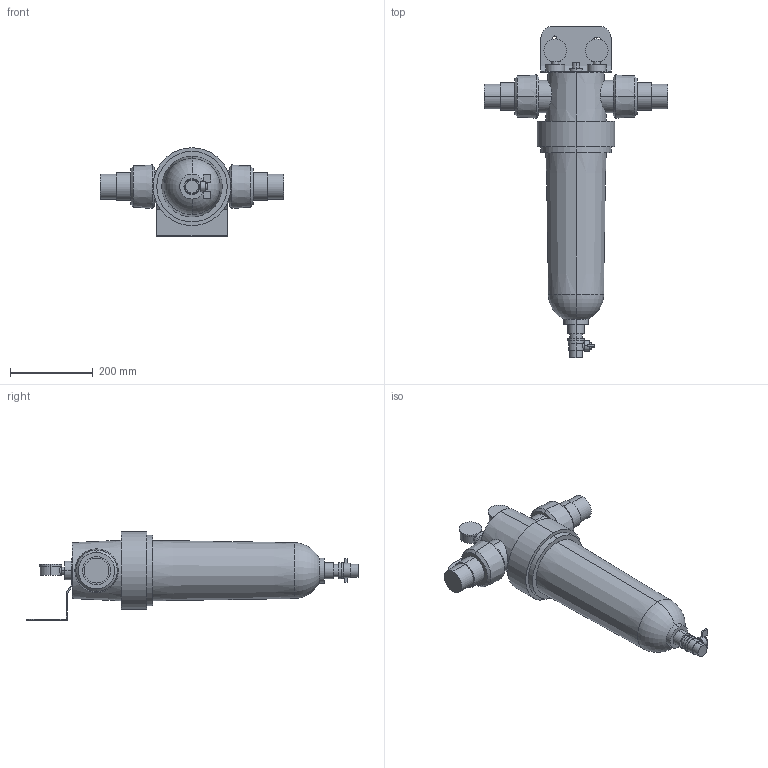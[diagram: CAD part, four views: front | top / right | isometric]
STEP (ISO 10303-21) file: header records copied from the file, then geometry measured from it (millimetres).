
FILE_DESCRIPTION (( 'STEP AP214' ), '1' );
FILE_NAME ('Cintropur NW500 Web Light.STEP', '2018-02-22T15:06:45', ( '' ), ( '' ), 'SwSTEP 2.0', 'SolidWorks 2018', '' );
FILE_SCHEMA (( 'AUTOMOTIVE_DESIGN' ));
Length unit declared in the file: millimetre
Products named in the file (1): Cintropur NW500 Web Light
Bounding box: 443 x 802 x 214 mm (x, y, z)
Volume: 11837499.5 mm3; surface area: 507804.5 mm2
Topology: 1 solids, 1 shells, 167 faces, 396 edges, 258 vertices
Faces by surface type: cylinder 78, plane 71, cone 16, torus 2
Entity records: 7267 total; most frequent: CARTESIAN_POINT 1373, DIRECTION 902, ORIENTED_EDGE 792, EDGE_CURVE 396, AXIS2_PLACEMENT_3D 354, VERTEX_POINT 258, EDGE_LOOP 202, LINE 194
